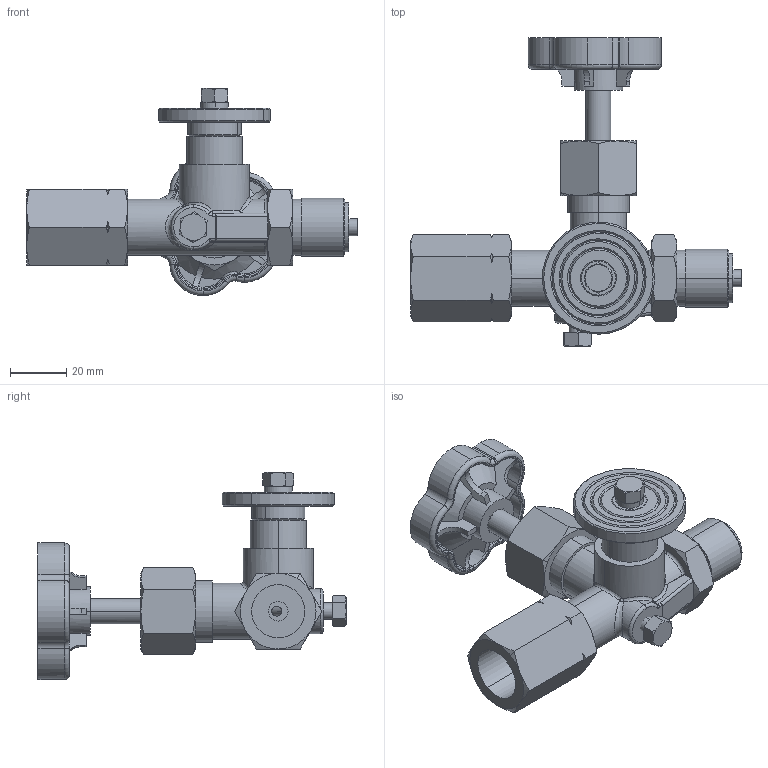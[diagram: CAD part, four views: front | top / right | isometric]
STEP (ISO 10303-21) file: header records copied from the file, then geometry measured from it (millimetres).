
FILE_DESCRIPTION (( 'STEP AP203' ), '1' );
FILE_NAME ('AGV4-MF-G12-SSL-T-TF.STEP', '2022-02-05T05:34:11', ( '' ), ( '' ), 'SwSTEP 2.0', 'SolidWorks 2019', '' );
FILE_SCHEMA (( 'CONFIG_CONTROL_DESIGN' ));
Length unit declared in the file: millimetre
Products named in the file (13): PTFE Packing; Hand Wheel Ø50mm; Bolt; S.S Gasket (8mm); 02082 - BODY FOR GAUGE VALVE TEST FLANGE TYPE; WASHER; Gland Nut; Nut; A1-032 FLANGE FOR GAUGE VALVE; AGV4-MF-G12-SSL-T-TF; Coupling; Needle; Nut Washer
Assembly tree (13 placements, depth 2):
  AGV4-MF-G12-SSL-T-TF
    02082 - BODY FOR GAUGE VALVE TEST FLANGE TYPE
    Coupling
    Gland Nut
    Needle
    PTFE Packing
    S.S Gasket (8mm)
    Nut Washer
    Bolt  x2
    Nut
    Hand Wheel Ø50mm
    A1-032 FLANGE FOR GAUGE VALVE
    WASHER
Bounding box: 118 x 109.92 x 73.86 mm (x, y, z)
Volume: 97584.6 mm3; surface area: 44553.8 mm2
Topology: 14 solids, 14 shells, 546 faces, 1275 edges, 772 vertices
Faces by surface type: cylinder 155, cone 155, plane 152, torus 51, bspline 25, sphere 8
Entity records: 18656 total; most frequent: CARTESIAN_POINT 5634, DIRECTION 2487, ORIENTED_EDGE 2406, EDGE_CURVE 1203, AXIS2_PLACEMENT_3D 1056, VERTEX_POINT 735, EDGE_LOOP 570, CIRCLE 546
